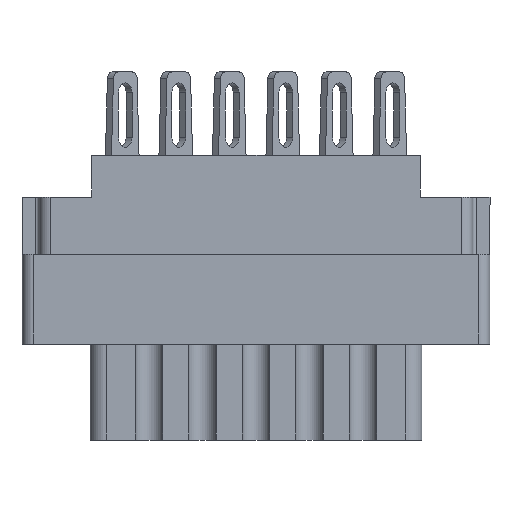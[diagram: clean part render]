
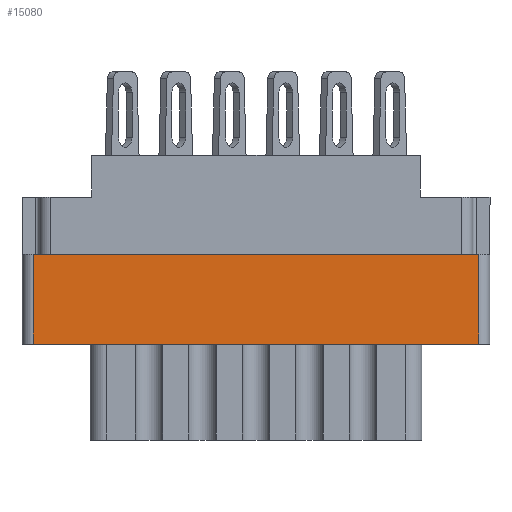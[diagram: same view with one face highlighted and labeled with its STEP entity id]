
A CAD part, front view. The second image highlights one B-rep face of the part: STEP entity #15080.
In plain terms, the highlighted planar face has unit normal (0, -1, 0).
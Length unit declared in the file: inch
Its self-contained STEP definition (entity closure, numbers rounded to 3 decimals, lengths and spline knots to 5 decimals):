
#192 = EDGE_CURVE ( 'NONE', #8758, #23235, #12705, .T. ) ;
#309 = VERTEX_POINT ( 'NONE', #3945 ) ;
#759 = DIRECTION ( 'NONE',  ( 0., 0., 1. ) ) ;
#1133 = CARTESIAN_POINT ( 'NONE',  ( 0.624, -0.343, -0.277 ) ) ;
#1158 = CARTESIAN_POINT ( 'NONE',  ( -0.624, -0.343, -0.798 ) ) ;
#2110 = VECTOR ( 'NONE', #759, 39.37008 ) ;
#2821 = CARTESIAN_POINT ( 'NONE',  ( 0.624, -0.343, -0.798 ) ) ;
#2839 = EDGE_CURVE ( 'NONE', #7290, #309, #14045, .T. ) ;
#3153 = VECTOR ( 'NONE', #23423, 39.37008 ) ;
#3860 = VECTOR ( 'NONE', #10786, 39.37008 ) ;
#3945 = CARTESIAN_POINT ( 'NONE',  ( -0.624, -0.343, -0.529 ) ) ;
#7290 = VERTEX_POINT ( 'NONE', #23159 ) ;
#8593 = DIRECTION ( 'NONE',  ( 0., -1., 0. ) ) ;
#8758 = VERTEX_POINT ( 'NONE', #16659 ) ;
#9506 = ORIENTED_EDGE ( 'NONE', *, *, #192, .F. ) ;
#10278 = PLANE ( 'NONE',  #22751 ) ;
#10616 = LINE ( 'NONE', #2821, #20469 ) ;
#10786 = DIRECTION ( 'NONE',  ( 1., 0., 0. ) ) ;
#10963 = EDGE_LOOP ( 'NONE', ( #13202, #13162, #15635, #9506 ) ) ;
#12705 = LINE ( 'NONE', #14741, #3860 ) ;
#12875 = EDGE_CURVE ( 'NONE', #309, #8758, #14938, .T. ) ;
#13162 = ORIENTED_EDGE ( 'NONE', *, *, #2839, .F. ) ;
#13202 = ORIENTED_EDGE ( 'NONE', *, *, #12875, .F. ) ;
#14045 = LINE ( 'NONE', #21616, #3153 ) ;
#14741 = CARTESIAN_POINT ( 'NONE',  ( -0.656, -0.343, -0.277 ) ) ;
#14938 = LINE ( 'NONE', #18663, #2110 ) ;
#15080 = ADVANCED_FACE ( 'NONE', ( #21574 ), #10278, .T. ) ;
#15461 = EDGE_CURVE ( 'NONE', #7290, #23235, #10616, .T. ) ;
#15635 = ORIENTED_EDGE ( 'NONE', *, *, #15461, .T. ) ;
#15791 = DIRECTION ( 'NONE',  ( 0., 0., -1. ) ) ;
#16659 = CARTESIAN_POINT ( 'NONE',  ( -0.624, -0.343, -0.277 ) ) ;
#18663 = CARTESIAN_POINT ( 'NONE',  ( -0.624, -0.343, -0.798 ) ) ;
#20469 = VECTOR ( 'NONE', #21071, 39.37008 ) ;
#21071 = DIRECTION ( 'NONE',  ( 0., 0., 1. ) ) ;
#21574 = FACE_OUTER_BOUND ( 'NONE', #10963, .T. ) ;
#21616 = CARTESIAN_POINT ( 'NONE',  ( 0.624, -0.343, -0.529 ) ) ;
#22751 = AXIS2_PLACEMENT_3D ( 'NONE', #1158, #8593, #15791 ) ;
#23159 = CARTESIAN_POINT ( 'NONE',  ( 0.624, -0.343, -0.529 ) ) ;
#23235 = VERTEX_POINT ( 'NONE', #1133 ) ;
#23423 = DIRECTION ( 'NONE',  ( -1., 0., 0. ) ) ;
